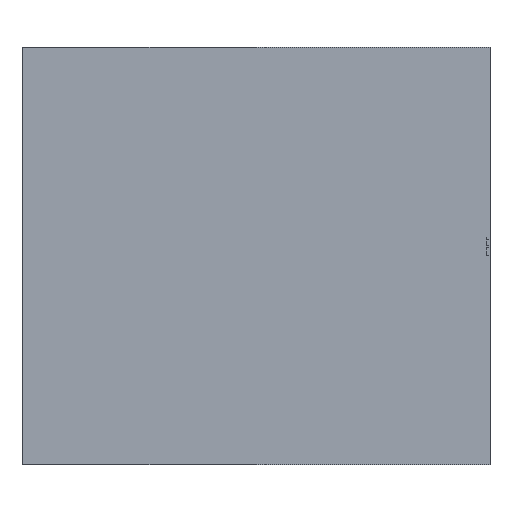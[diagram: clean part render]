
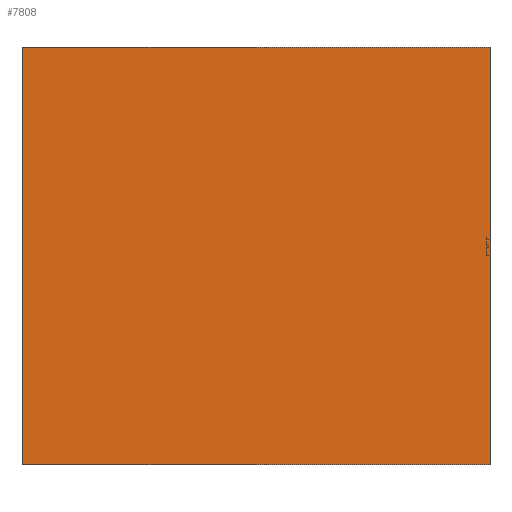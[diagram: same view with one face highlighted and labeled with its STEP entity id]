
A CAD part, front view. The second image highlights one B-rep face of the part: STEP entity #7808.
In plain terms, the highlighted planar face has unit normal (0, -1, 0).
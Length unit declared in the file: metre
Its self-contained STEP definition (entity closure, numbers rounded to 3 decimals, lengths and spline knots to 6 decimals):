
#1127=ORIENTED_EDGE('',*,*,#3349,.F.);
#1128=ORIENTED_EDGE('',*,*,#3483,.F.);
#1129=ORIENTED_EDGE('',*,*,#3486,.T.);
#1130=ORIENTED_EDGE('',*,*,#3484,.T.);
#3349=EDGE_CURVE('',#4555,#4556,#5234,.T.);
#3483=EDGE_CURVE('',#4671,#4555,#5317,.T.);
#3484=EDGE_CURVE('',#4672,#4556,#5318,.T.);
#3486=EDGE_CURVE('',#4671,#4672,#5320,.T.);
#4555=VERTEX_POINT('',#10323);
#4556=VERTEX_POINT('',#10325);
#4671=VERTEX_POINT('',#10695);
#4672=VERTEX_POINT('',#10699);
#5234=LINE('',#10324,#5980);
#5317=LINE('',#10696,#6063);
#5318=LINE('',#10698,#6064);
#5320=LINE('',#10702,#6066);
#5980=VECTOR('',#8555,1.);
#6063=VECTOR('',#8678,1.);
#6064=VECTOR('',#8681,1.);
#6066=VECTOR('',#8685,1.);
#6671=EDGE_LOOP('',(#1127,#1128,#1129,#1130));
#7147=FACE_BOUND('',#6671,.T.);
#7598=PLANE('',#8261);
#7808=ADVANCED_FACE('',(#7147),#7598,.T.);
#8261=AXIS2_PLACEMENT_3D('',#10701,#8683,#8684);
#8555=DIRECTION('',(0.,0.,-1.));
#8678=DIRECTION('',(1.,0.,0.));
#8681=DIRECTION('',(1.,0.,0.));
#8683=DIRECTION('',(0.,-1.,0.));
#8684=DIRECTION('',(0.,0.,-1.));
#8685=DIRECTION('',(0.,0.,-1.));
#10323=CARTESIAN_POINT('',(0.134,-1.748,0.095549));
#10324=CARTESIAN_POINT('',(0.134,-1.748,0.020549));
#10325=CARTESIAN_POINT('',(0.134,-1.748,-0.054451));
#10695=CARTESIAN_POINT('',(-0.034,-1.748,0.095549));
#10696=CARTESIAN_POINT('',(-0.034,-1.748,0.095549));
#10698=CARTESIAN_POINT('',(-0.034,-1.748,-0.054451));
#10699=CARTESIAN_POINT('',(-0.034,-1.748,-0.054451));
#10701=CARTESIAN_POINT('',(-0.034,-1.748,0.020549));
#10702=CARTESIAN_POINT('',(-0.034,-1.748,0.020549));
